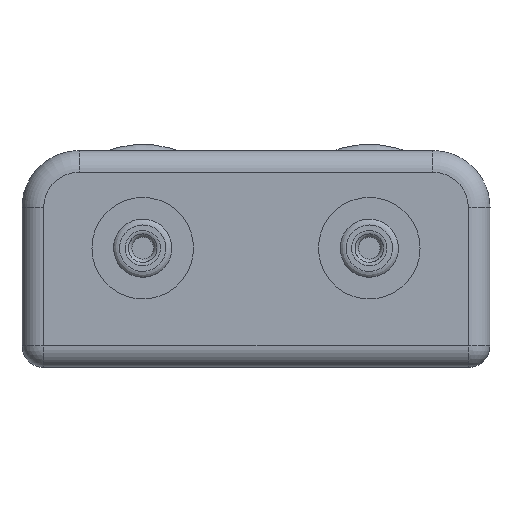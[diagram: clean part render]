
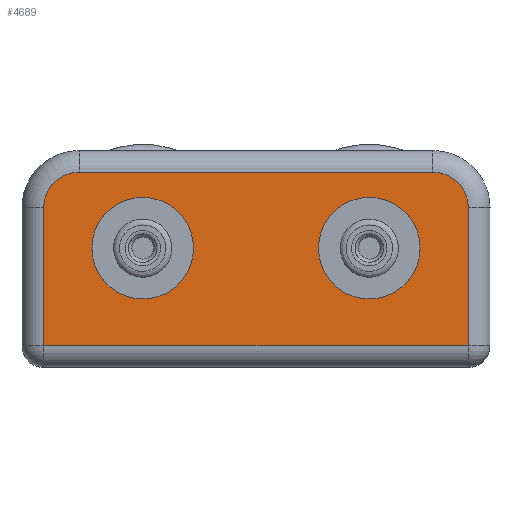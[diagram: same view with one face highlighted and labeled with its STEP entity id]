
A CAD part, left-side view. The second image highlights one B-rep face of the part: STEP entity #4689.
In plain terms, the highlighted planar face has unit normal (-1, 0, 0).
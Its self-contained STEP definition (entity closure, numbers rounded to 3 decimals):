
#181=PLANE('',#5177);
#458=LINE('',#7444,#901);
#459=LINE('',#7449,#902);
#460=LINE('',#7451,#903);
#461=LINE('',#7453,#904);
#901=VECTOR('',#5819,1000.);
#902=VECTOR('',#5822,1000.);
#903=VECTOR('',#5823,1000.);
#904=VECTOR('',#5824,1000.);
#1452=ORIENTED_EDGE('',*,*,#2759,.T.);
#1453=ORIENTED_EDGE('',*,*,#2760,.T.);
#1454=ORIENTED_EDGE('',*,*,#2761,.T.);
#1455=ORIENTED_EDGE('',*,*,#2762,.T.);
#1456=ORIENTED_EDGE('',*,*,#2763,.T.);
#1457=ORIENTED_EDGE('',*,*,#2764,.T.);
#1458=ORIENTED_EDGE('',*,*,#2765,.T.);
#1459=ORIENTED_EDGE('',*,*,#2766,.T.);
#2759=EDGE_CURVE('',#3400,#3400,#3713,.T.);
#2760=EDGE_CURVE('',#3401,#3401,#3714,.T.);
#2761=EDGE_CURVE('',#3402,#3403,#458,.F.);
#2762=EDGE_CURVE('',#3403,#3404,#3715,.F.);
#2763=EDGE_CURVE('',#3404,#3405,#459,.T.);
#2764=EDGE_CURVE('',#3405,#3406,#460,.T.);
#2765=EDGE_CURVE('',#3406,#3407,#461,.F.);
#2766=EDGE_CURVE('',#3407,#3402,#3716,.F.);
#3400=VERTEX_POINT('',#7441);
#3401=VERTEX_POINT('',#7443);
#3402=VERTEX_POINT('',#7445);
#3403=VERTEX_POINT('',#7446);
#3404=VERTEX_POINT('',#7448);
#3405=VERTEX_POINT('',#7450);
#3406=VERTEX_POINT('',#7452);
#3407=VERTEX_POINT('',#7454);
#3713=CIRCLE('',#5178,4.45);
#3714=CIRCLE('',#5179,4.45);
#3715=CIRCLE('',#5180,3.1);
#3716=CIRCLE('',#5181,3.1);
#3874=EDGE_LOOP('',(#1452));
#3875=EDGE_LOOP('',(#1453));
#3876=EDGE_LOOP('',(#1454,#1455,#1456,#1457,#1458,#1459));
#4245=FACE_BOUND('',#3874,.T.);
#4246=FACE_BOUND('',#3875,.T.);
#4247=FACE_BOUND('',#3876,.T.);
#4689=ADVANCED_FACE('',(#4245,#4246,#4247),#181,.F.);
#5177=AXIS2_PLACEMENT_3D('',#7439,#5813,#5814);
#5178=AXIS2_PLACEMENT_3D('',#7440,#5815,#5816);
#5179=AXIS2_PLACEMENT_3D('',#7442,#5817,#5818);
#5180=AXIS2_PLACEMENT_3D('',#7447,#5820,#5821);
#5181=AXIS2_PLACEMENT_3D('',#7455,#5825,#5826);
#5813=DIRECTION('',(1.,0.,0.));
#5814=DIRECTION('',(0.,0.,-1.));
#5815=DIRECTION('',(1.,0.,0.));
#5816=DIRECTION('',(0.,-1.,0.));
#5817=DIRECTION('',(1.,0.,0.));
#5818=DIRECTION('',(0.,-1.,0.));
#5819=DIRECTION('',(0.,-1.,0.));
#5820=DIRECTION('',(1.,0.,0.));
#5821=DIRECTION('',(0.,0.,-1.));
#5822=DIRECTION('',(0.,0.,-1.));
#5823=DIRECTION('',(0.,-1.,0.));
#5824=DIRECTION('',(0.,0.,-1.));
#5825=DIRECTION('',(1.,0.,0.));
#5826=DIRECTION('',(0.,0.,-1.));
#7439=CARTESIAN_POINT('',(-38.,20.5,19.));
#7440=CARTESIAN_POINT('',(-38.,-9.925,10.45));
#7441=CARTESIAN_POINT('',(-38.,-14.375,10.45));
#7442=CARTESIAN_POINT('',(-38.,9.925,10.45));
#7443=CARTESIAN_POINT('',(-38.,5.475,10.45));
#7444=CARTESIAN_POINT('',(-38.,15.5,17.1));
#7445=CARTESIAN_POINT('',(-38.,-15.5,17.1));
#7446=CARTESIAN_POINT('',(-38.,15.5,17.1));
#7447=CARTESIAN_POINT('',(-38.,15.5,14.));
#7448=CARTESIAN_POINT('',(-38.,18.6,14.));
#7449=CARTESIAN_POINT('',(-38.,18.6,19.));
#7450=CARTESIAN_POINT('',(-38.,18.6,1.9));
#7451=CARTESIAN_POINT('',(-38.,20.5,1.9));
#7452=CARTESIAN_POINT('',(-38.,-18.6,1.9));
#7453=CARTESIAN_POINT('',(-38.,-18.6,19.));
#7454=CARTESIAN_POINT('',(-38.,-18.6,14.));
#7455=CARTESIAN_POINT('',(-38.,-15.5,14.));
